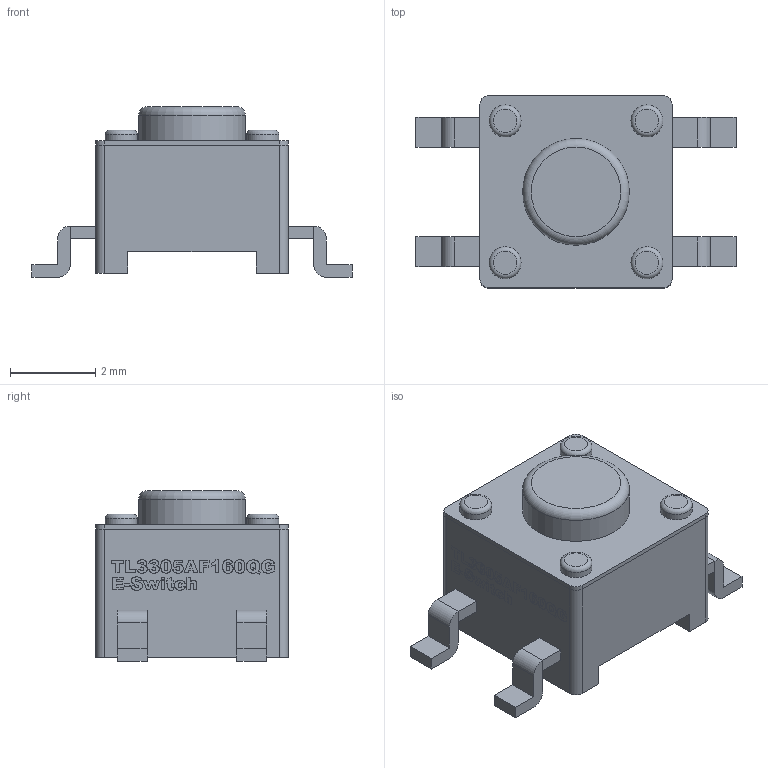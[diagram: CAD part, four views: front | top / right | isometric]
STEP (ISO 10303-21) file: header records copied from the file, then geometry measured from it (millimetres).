
FILE_DESCRIPTION(/* description */ (''),/* implementation_level */ '2;1');
FILE_NAME(/* name */ 'TL3305AF160QG (Tactile Switch SPST-NO).stp',/* time_stamp */ '2019-02-27T15:32:17-04:00',/* author */ ('Julio Mora'),/* organization */ (''),/* preprocessor_version */ 'ST-DEVELOPER v16.13',/* originating_system */ 'Autodesk Inventor 2018',/* authorisation */ '');
FILE_SCHEMA (('AUTOMOTIVE_DESIGN { 1 0 10303 214 3 1 1 }'));
Length unit declared in the file: millimetre
Products named in the file (8): TL3305AF160QG; body; plate; leads; leads_MIR; beans; push button; txt
Assembly tree (7 placements, depth 2):
  TL3305AF160QG
    body
    plate
    leads
    leads_MIR
    beans
    push button
    txt
Bounding box: 7.5 x 4.5 x 4 mm (x, y, z)
Volume: 61.5 mm3; surface area: 180.6 mm2
Topology: 37 solids, 37 shells, 410 faces, 1003 edges, 667 vertices
Faces by surface type: plane 249, bspline 135, cylinder 21, torus 5
Full cylindrical faces by diameter (mm): 0.75 x4, 2.5 x1
Entity records: 13281 total; most frequent: CARTESIAN_POINT 3792, ORIENTED_EDGE 1986, DIRECTION 1350, EDGE_CURVE 993, LINE 676, VECTOR 676, VERTEX_POINT 667, STYLED_ITEM 447
